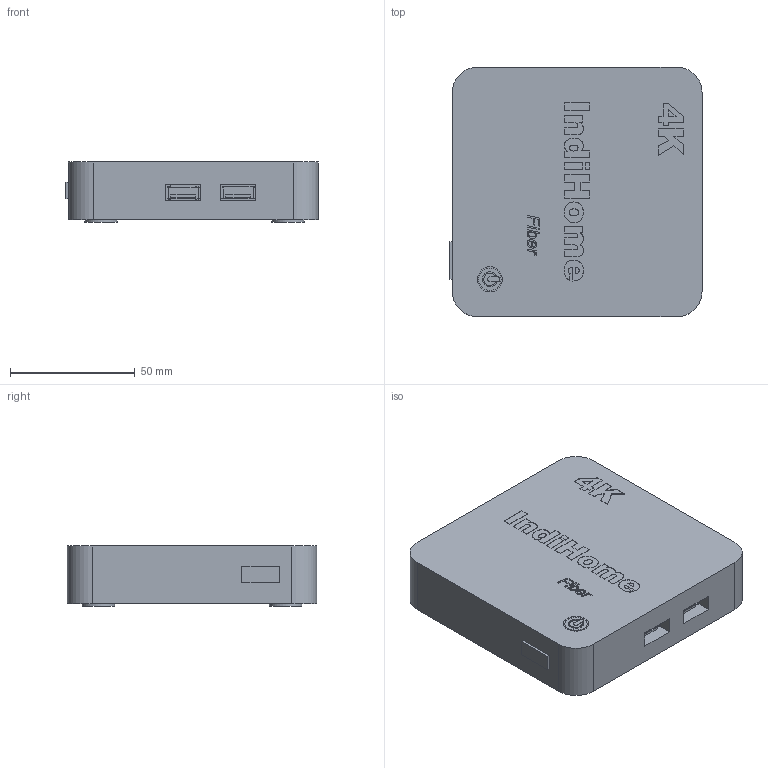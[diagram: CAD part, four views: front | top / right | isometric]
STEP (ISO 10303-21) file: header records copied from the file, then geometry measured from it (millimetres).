
FILE_DESCRIPTION(/* description */ (''),/* implementation_level */ '2;1');
FILE_NAME(/* name */ 'STB INDI ZXV10 B860H.step',/* time_stamp */ '2024-04-25T18:56:23+07:00',/* author */ (''),/* organization */ (''),/* preprocessor_version */ 'ST-DEVELOPER v20',/* originating_system */ 'Autodesk Translation Framework v12.14.0.127',/* authorisation */ '');
FILE_SCHEMA (('AUTOMOTIVE_DESIGN { 1 0 10303 214 3 1 1 }'));
Length unit declared in the file: millimetre
Products named in the file (2): (Unsaved); M3 X 5
Assembly tree (2 placements, depth 2):
  (Unsaved)
    M3 X 5  x2
Bounding box: 101 x 100 x 24.25 mm (x, y, z)
Volume: 225630 mm3; surface area: 33091.1 mm2
Topology: 3 solids, 3 shells, 562 faces, 1482 edges, 983 vertices
Faces by surface type: plane 317, bspline 131, cylinder 111, cone 2, torus 1
Full cylindrical faces by diameter (mm): 1.5 x1, 2.356 x6, 2.529 x4, 2.927 x12, 3.086 x3, 4.8 x1, 6 x3, 6.5 x2, 8.4 x1, 9 x2, 10 x5, 13 x4
Entity records: 20682 total; most frequent: CARTESIAN_POINT 8510, ORIENTED_EDGE 2776, DIRECTION 1926, EDGE_CURVE 1388, LINE 936, VECTOR 936, VERTEX_POINT 921, EDGE_LOOP 585
